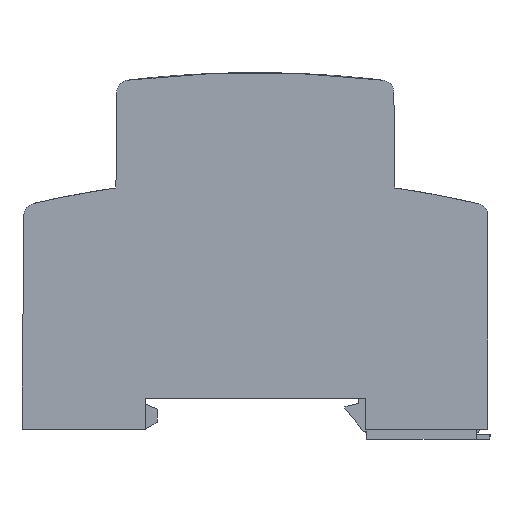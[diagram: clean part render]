
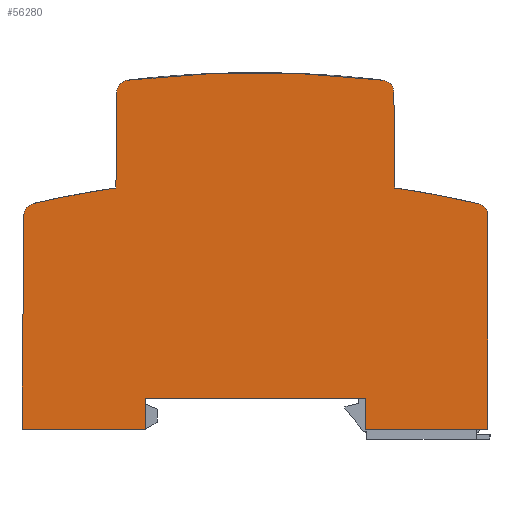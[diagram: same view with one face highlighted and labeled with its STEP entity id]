
A CAD part, left-side view. The second image highlights one B-rep face of the part: STEP entity #56280.
In plain terms, the highlighted face is planar.
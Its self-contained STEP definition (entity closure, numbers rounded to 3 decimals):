
#31650=CARTESIAN_POINT('',(45.021,21.056,-20.25));
#31660=DIRECTION('',(1.,0.,0.));
#31670=VECTOR('',#31660,1.);
#31680=LINE('',#31650,#31670);
#31690=CARTESIAN_POINT('',(51.591,21.056,-20.25));
#31700=VERTEX_POINT('',#31690);
#31710=CARTESIAN_POINT('',(87.091,21.056,-20.25));
#31720=VERTEX_POINT('',#31710);
#31730=EDGE_CURVE('',#31700,#31720,#31680,.T.);
#33660=CARTESIAN_POINT('',(87.091,16.056,-20.25));
#33670=VERTEX_POINT('',#33660);
#33700=CARTESIAN_POINT('',(87.091,55.264,-20.25));
#33710=DIRECTION('',(0.,-1.,0.));
#33720=VECTOR('',#33710,1.);
#33730=LINE('',#33700,#33720);
#33740=EDGE_CURVE('',#31720,#33670,#33730,.T.);
#35660=CARTESIAN_POINT('',(106.975,16.056,-20.25));
#35670=VERTEX_POINT('',#35660);
#35720=CARTESIAN_POINT('',(45.021,16.056,-20.25));
#35730=DIRECTION('',(1.,0.,0.));
#35740=VECTOR('',#35730,1.);
#35750=LINE('',#35720,#35740);
#35760=EDGE_CURVE('',#33670,#35670,#35750,.T.);
#39210=CARTESIAN_POINT('',(105.127,52.45,-20.25));
#39220=VERTEX_POINT('',#39210);
#39380=CARTESIAN_POINT('',(91.825,54.948,-20.25));
#39390=VERTEX_POINT('',#39380);
#39420=CARTESIAN_POINT('',(69.341,-101.444,-20.25));
#39430=DIRECTION('',(0.,0.,-1.));
#39440=DIRECTION('',(-1.,0.,0.));
#39450=AXIS2_PLACEMENT_3D('',#39420,#39430,#39440);
#39460=CIRCLE('',#39450,158.);
#39470=EDGE_CURVE('',#39390,#39220,#39460,.T.);
#42060=CARTESIAN_POINT('',(106.674,50.52,-20.25));
#42070=VERTEX_POINT('',#42060);
#42100=CARTESIAN_POINT('',(106.633,55.264,-20.25));
#42110=DIRECTION('',(0.009,-1.,
0.));
#42120=VECTOR('',#42110,1.);
#42130=LINE('',#42100,#42120);
#42140=EDGE_CURVE('',#42070,#35670,#42130,.T.);
#43340=CARTESIAN_POINT('',(45.021,16.056,-20.25));
#43350=DIRECTION('',(1.,0.,0.));
#43360=VECTOR('',#43350,1.);
#43370=LINE('',#43340,#43360);
#43380=CARTESIAN_POINT('',(31.841,16.056,
-20.25));
#43390=VERTEX_POINT('',#43380);
#43400=CARTESIAN_POINT('',(51.591,16.056,-20.25));
#43410=VERTEX_POINT('',#43400);
#43420=EDGE_CURVE('',#43390,#43410,#43370,.T.);
#43790=CARTESIAN_POINT('',(31.841,50.463,
-20.25));
#43800=VERTEX_POINT('',#43790);
#44140=CARTESIAN_POINT('',(31.841,55.264,
-20.25));
#44150=DIRECTION('',(0.,1.,0.));
#44160=VECTOR('',#44150,1.);
#44170=LINE('',#44140,#44160);
#44180=EDGE_CURVE('',#43390,#43800,#44170,.T.);
#52150=CARTESIAN_POINT('',(51.591,55.264,-20.25));
#52160=DIRECTION('',(0.,-1.,0.));
#52170=VECTOR('',#52160,1.);
#52180=LINE('',#52150,#52170);
#52190=EDGE_CURVE('',#31700,#43410,#52180,.T.);
#55470=CARTESIAN_POINT('',(69.341,23.506,-20.25));
#55480=DIRECTION('',(0.,0.,-1.));
#55490=DIRECTION('',(-1.,0.,0.));
#55500=AXIS2_PLACEMENT_3D('',#55470,#55480,#55490);
#55510=PLANE('',#55500);
#55520=CARTESIAN_POINT('',(91.822,55.264,-20.25));
#55530=DIRECTION('',(-0.009,1.,
0.));
#55540=VECTOR('',#55530,1.);
#55550=LINE('',#55520,#55540);
#55560=CARTESIAN_POINT('',(91.69,70.373,-20.25));
#55570=VERTEX_POINT('',#55560);
#55580=EDGE_CURVE('',#39390,#55570,#55550,.T.);
#55590=ORIENTED_EDGE('',*,*,#55580,.F.);
#55600=CARTESIAN_POINT('',(89.69,70.355,-20.25));
#55610=DIRECTION('',(0.,0.,1.));
#55620=DIRECTION('',(1.,0.,0.));
#55630=AXIS2_PLACEMENT_3D('',#55600,#55610,#55620);
#55640=CIRCLE('',#55630,2.);
#55650=CARTESIAN_POINT('',(89.926,72.341,-20.25));
#55660=VERTEX_POINT('',#55650);
#55670=EDGE_CURVE('',#55570,#55660,#55640,.T.);
#55680=ORIENTED_EDGE('',*,*,#55670,.F.);
#55690=CARTESIAN_POINT('',(69.341,-101.444,-20.25));
#55700=DIRECTION('',(0.,0.,-1.));
#55710=DIRECTION('',(-1.,0.,0.));
#55720=AXIS2_PLACEMENT_3D('',#55690,#55700,#55710);
#55730=CIRCLE('',#55720,175.);
#55740=CARTESIAN_POINT('',(48.757,72.341,-20.25));
#55750=VERTEX_POINT('',#55740);
#55760=EDGE_CURVE('',#55750,#55660,#55730,.T.);
#55770=ORIENTED_EDGE('',*,*,#55760,.T.);
#55780=CARTESIAN_POINT('',(48.992,70.355,-20.25));
#55790=DIRECTION('',(0.,0.,1.));
#55800=DIRECTION('',(1.,0.,0.));
#55810=AXIS2_PLACEMENT_3D('',#55780,#55790,#55800);
#55820=CIRCLE('',#55810,2.);
#55830=CARTESIAN_POINT('',(46.992,70.373,-20.25));
#55840=VERTEX_POINT('',#55830);
#55850=EDGE_CURVE('',#55750,#55840,#55820,.T.);
#55860=ORIENTED_EDGE('',*,*,#55850,.F.);
#55870=CARTESIAN_POINT('',(46.861,55.264,-20.25));
#55880=DIRECTION('',(-0.009,-1.,
0.));
#55890=VECTOR('',#55880,1.);
#55900=LINE('',#55870,#55890);
#55910=CARTESIAN_POINT('',(46.858,54.948,-20.25));
#55920=VERTEX_POINT('',#55910);
#55930=EDGE_CURVE('',#55840,#55920,#55900,.T.);
#55940=ORIENTED_EDGE('',*,*,#55930,.F.);
#55950=CARTESIAN_POINT('',(69.341,-101.444,-20.25));
#55960=DIRECTION('',(0.,0.,-1.));
#55970=DIRECTION('',(-1.,0.,0.));
#55980=AXIS2_PLACEMENT_3D('',#55950,#55960,#55970);
#55990=CIRCLE('',#55980,158.);
#56000=CARTESIAN_POINT('',(33.386,52.411,
-20.25));
#56010=VERTEX_POINT('',#56000);
#56020=EDGE_CURVE('',#56010,#55920,#55990,.T.);
#56030=ORIENTED_EDGE('',*,*,#56020,.T.);
#56040=CARTESIAN_POINT('',(33.841,50.463,
-20.25));
#56050=DIRECTION('',(0.,0.,-1.));
#56060=DIRECTION('',(-1.,0.,0.));
#56070=AXIS2_PLACEMENT_3D('',#56040,#56050,#56060);
#56080=CIRCLE('',#56070,2.);
#56090=EDGE_CURVE('',#43800,#56010,#56080,.T.);
#56100=ORIENTED_EDGE('',*,*,#56090,.T.);
#56110=ORIENTED_EDGE('',*,*,#44180,.T.);
#56120=ORIENTED_EDGE('',*,*,#43420,.F.);
#56130=ORIENTED_EDGE('',*,*,#52190,.T.);
#56140=ORIENTED_EDGE('',*,*,#31730,.F.);
#56150=ORIENTED_EDGE('',*,*,#33740,.F.);
#56160=ORIENTED_EDGE('',*,*,#35760,.F.);
#56170=ORIENTED_EDGE('',*,*,#42140,.T.);
#56180=CARTESIAN_POINT('',(104.674,50.502,-20.25));
#56190=DIRECTION('',(0.,0.,-1.));
#56200=DIRECTION('',(-1.,0.,0.));
#56210=AXIS2_PLACEMENT_3D('',#56180,#56190,#56200);
#56220=CIRCLE('',#56210,2.);
#56230=EDGE_CURVE('',#39220,#42070,#56220,.T.);
#56240=ORIENTED_EDGE('',*,*,#56230,.T.);
#56250=ORIENTED_EDGE('',*,*,#39470,.T.);
#56260=EDGE_LOOP('',(#56250,#56240,#56170,#56160,#56150,#56140,#56130,
#56120,#56110,#56100,#56030,#55940,#55860,#55770,#55680,#55590));
#56270=FACE_OUTER_BOUND('',#56260,.T.);
#56280=ADVANCED_FACE('',(#56270),#55510,.T.);
